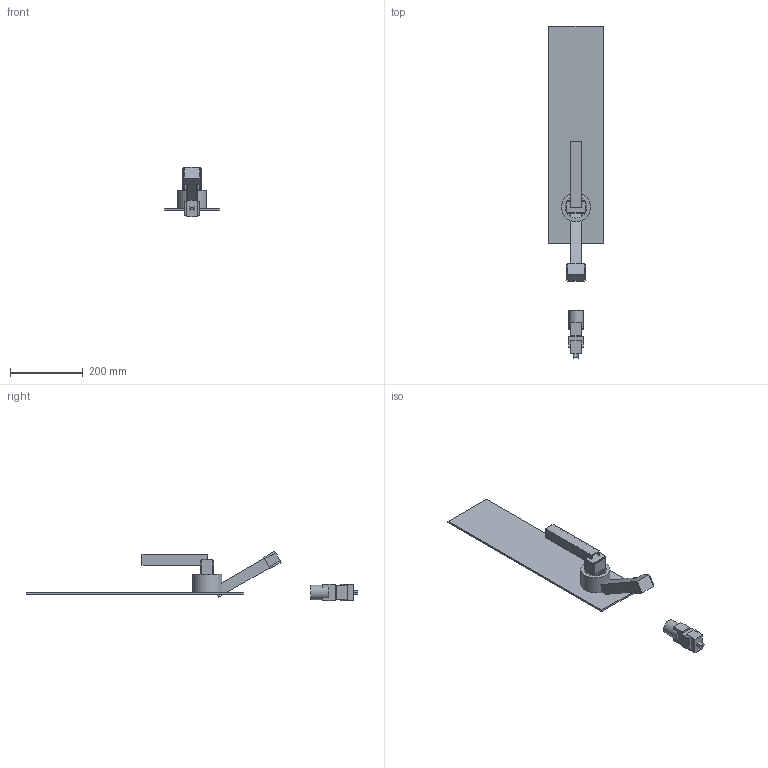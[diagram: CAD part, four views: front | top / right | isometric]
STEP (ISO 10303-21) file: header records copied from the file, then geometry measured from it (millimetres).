
FILE_DESCRIPTION(('Open CASCADE Model'),'2;1');
FILE_NAME('Open CASCADE Shape Model','2026-02-13T02:57:52',('Author'),( 'Open CASCADE'),'Open CASCADE STEP processor 7.8','Open CASCADE 7.8' ,'Unknown');
FILE_SCHEMA(('AUTOMOTIVE_DESIGN { 1 0 10303 214 1 1 1 1 }'));
Length unit declared in the file: millimetre
Products named in the file (17): c9ba1c60-0887-11f1-9391-920006f84b3e; body_plate; turret_base; shoulder_bracket; upper_arm; elbow_bracket; forearm; wrist; gripper_body; finger_left; finger_right; pad_left; pad_right; xm430_shoulder; xm430_elbow; xl430_wrist; xl430_gripper
Assembly tree (16 placements, depth 2):
  c9ba1c60-0887-11f1-9391-920006f84b3e
    body_plate
    turret_base
    shoulder_bracket
    upper_arm
    elbow_bracket
    forearm
    wrist
    gripper_body
    finger_left
    finger_right
    pad_left
    pad_right
    xm430_shoulder
    xm430_elbow
    xl430_wrist
    xl430_gripper
Bounding box: 150 x 915.88 x 137.34 mm (x, y, z)
Volume: 986486.6 mm3; surface area: 367336.8 mm2
Topology: 16 solids, 16 shells, 107 faces, 225 edges, 150 vertices
Faces by surface type: plane 104, cylinder 3
Full cylindrical faces by diameter (mm): 40 x1, 60 x1, 80 x1
Entity records: 6147 total; most frequent: CARTESIAN_POINT 949, DIRECTION 929, LINE 663, VECTOR 663, ORIENTED_EDGE 450, PCURVE 450, DEFINITIONAL_REPRESENTATION 450, EDGE_CURVE 225
